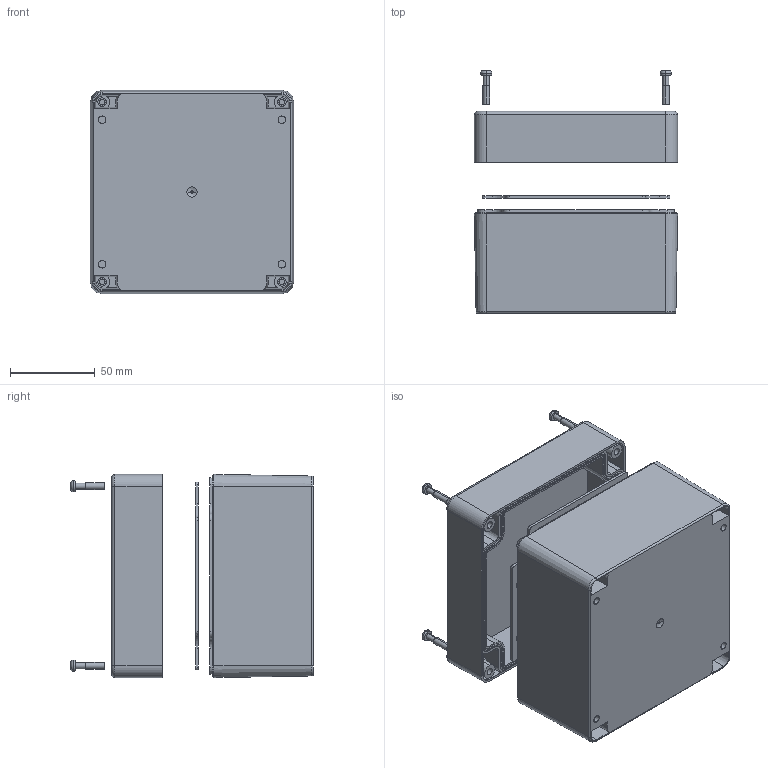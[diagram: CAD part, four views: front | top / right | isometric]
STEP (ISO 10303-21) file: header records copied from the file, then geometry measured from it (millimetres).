
FILE_DESCRIPTION (( 'STEP AP214' ), '1' );
FILE_NAME ('WC-37.STEP', '2013-04-09T15:46:55', ( 'Designer2010' ), ( '' ), 'SwSTEP 2.0', 'SolidWorks 2013', '' );
FILE_SCHEMA (( 'AUTOMOTIVE_DESIGN' ));
Length unit declared in the file: inch
Products named in the file (6): W_-36C_WC-36C*08; W_-37B_WP-37B*15; WC-37; W_-37B-PCB_WP-37B*15-PCB; SCREWS-SSM4-20-4; SCREWS-SSM4-20
Assembly tree (8 placements, depth 3):
  WC-37
    W_-37B_WP-37B*15
    W_-36C_WC-36C*08
    SCREWS-SSM4-20-4
      SCREWS-SSM4-20  x4
    W_-37B-PCB_WP-37B*15-PCB
Bounding box: 120 x 143.36 x 120 mm (x, y, z)
Volume: 270469.4 mm3; surface area: 197418.8 mm2
Topology: 16 solids, 16 shells, 921 faces, 2318 edges, 1476 vertices
Faces by surface type: plane 399, cone 216, cylinder 202, bspline 56, torus 44, sphere 4
Entity records: 29106 total; most frequent: CARTESIAN_POINT 6389, DIRECTION 4160, ORIENTED_EDGE 4032, EDGE_CURVE 2016, AXIS2_PLACEMENT_3D 1594, VERTEX_POINT 1299, LINE 972, VECTOR 972
